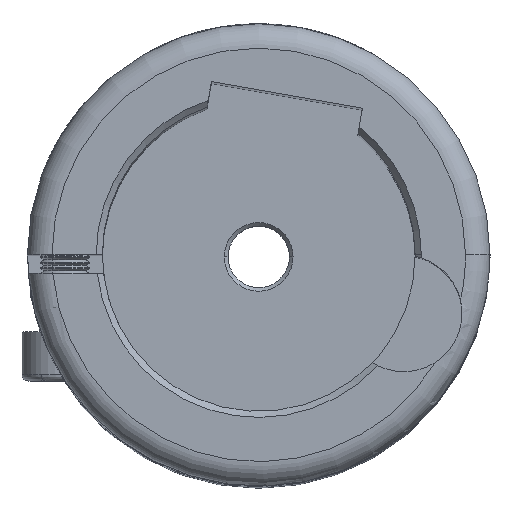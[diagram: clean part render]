
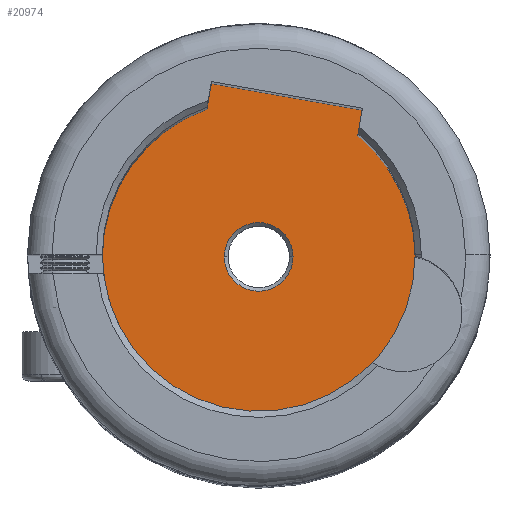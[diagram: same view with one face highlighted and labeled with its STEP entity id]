
A CAD part, top view. The second image highlights one B-rep face of the part: STEP entity #20974.
In plain terms, the highlighted planar face has unit normal (0, 0, 1).
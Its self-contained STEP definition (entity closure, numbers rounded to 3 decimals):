
#114 = DIRECTION ( 'NONE',  ( 0., 0., -1. ) ) ;
#645 = DIRECTION ( 'NONE',  ( 1., 0., 0. ) ) ;
#650 = CARTESIAN_POINT ( 'NONE',  ( 2.819, 46.225, -74.156 ) ) ;
#910 = AXIS2_PLACEMENT_3D ( 'NONE', #26961, #4079, #11095 ) ;
#1173 = CIRCLE ( 'NONE', #8276, 12.75 ) ;
#1198 = DIRECTION ( 'NONE',  ( 0.174, 0.985, 0. ) ) ;
#1373 = CARTESIAN_POINT ( 'NONE',  ( -12.731, 46.225, -74.156 ) ) ;
#2654 = DIRECTION ( 'NONE',  ( 1., 0., 0. ) ) ;
#2658 = EDGE_LOOP ( 'NONE', ( #14615, #21406 ) ) ;
#2799 = DIRECTION ( 'NONE',  ( 0., 0., 1. ) ) ;
#2838 = EDGE_CURVE ( 'NONE', #11672, #13220, #13607, .T. ) ;
#3804 = VECTOR ( 'NONE', #22733, 1000. ) ;
#4079 = DIRECTION ( 'NONE',  ( 0., 0., 1. ) ) ;
#4483 = DIRECTION ( 'NONE',  ( 1., 0., 0. ) ) ;
#4807 = ORIENTED_EDGE ( 'NONE', *, *, #2838, .T. ) ;
#5110 = DIRECTION ( 'NONE',  ( 1., 0., 0. ) ) ;
#5978 = EDGE_CURVE ( 'NONE', #13220, #24579, #14218, .T. ) ;
#6764 = CARTESIAN_POINT ( 'NONE',  ( 8.106, 56.083, -74.156 ) ) ;
#6780 = AXIS2_PLACEMENT_3D ( 'NONE', #15976, #2799, #2654 ) ;
#7188 = DIRECTION ( 'NONE',  ( 1., 0., 0. ) ) ;
#7757 = ORIENTED_EDGE ( 'NONE', *, *, #5978, .T. ) ;
#8276 = AXIS2_PLACEMENT_3D ( 'NONE', #14533, #17080, #5110 ) ;
#8509 = CIRCLE ( 'NONE', #22846, 2.8 ) ;
#9130 = EDGE_CURVE ( 'NONE', #24579, #29463, #9164, .T. ) ;
#9164 = CIRCLE ( 'NONE', #6780, 12.75 ) ;
#9622 = CARTESIAN_POINT ( 'NONE',  ( -4.207, 58.254, -74.156 ) ) ;
#9741 = ORIENTED_EDGE ( 'NONE', *, *, #27998, .T. ) ;
#9920 = CARTESIAN_POINT ( 'NONE',  ( -3.836, 60.359, -74.156 ) ) ;
#11095 = DIRECTION ( 'NONE',  ( 1., 0., 0. ) ) ;
#11552 = ORIENTED_EDGE ( 'NONE', *, *, #9130, .T. ) ;
#11671 = DIRECTION ( 'NONE',  ( 0., 0., 1. ) ) ;
#11672 = VERTEX_POINT ( 'NONE', #22706 ) ;
#11863 = CARTESIAN_POINT ( 'NONE',  ( 0.019, 46.225, -74.156 ) ) ;
#12273 = CARTESIAN_POINT ( 'NONE',  ( -3.836, 60.359, -74.156 ) ) ;
#12478 = CARTESIAN_POINT ( 'NONE',  ( -2.781, 46.225, -74.156 ) ) ;
#13220 = VERTEX_POINT ( 'NONE', #9920 ) ;
#13607 = LINE ( 'NONE', #13750, #3804 ) ;
#13750 = CARTESIAN_POINT ( 'NONE',  ( -3.836, 60.359, -74.156 ) ) ;
#14218 = LINE ( 'NONE', #12273, #23567 ) ;
#14492 = CIRCLE ( 'NONE', #23065, 2.8 ) ;
#14533 = CARTESIAN_POINT ( 'NONE',  ( 0.019, 46.225, -74.156 ) ) ;
#14615 = ORIENTED_EDGE ( 'NONE', *, *, #25021, .T. ) ;
#14808 = CARTESIAN_POINT ( 'NONE',  ( 8.477, 58.187, -74.156 ) ) ;
#15453 = PLANE ( 'NONE',  #910 ) ;
#15600 = FACE_BOUND ( 'NONE', #2658, .T. ) ;
#15882 = CARTESIAN_POINT ( 'NONE',  ( 0.019, 46.225, -74.156 ) ) ;
#15976 = CARTESIAN_POINT ( 'NONE',  ( 0.019, 46.225, -74.156 ) ) ;
#16274 = EDGE_CURVE ( 'NONE', #18008, #21051, #19017, .T. ) ;
#17080 = DIRECTION ( 'NONE',  ( 0., 0., 1. ) ) ;
#18008 = VERTEX_POINT ( 'NONE', #26588 ) ;
#19017 = CIRCLE ( 'NONE', #26645, 12.75 ) ;
#19182 = DIRECTION ( 'NONE',  ( -0.174, -0.985, 0. ) ) ;
#19753 = EDGE_CURVE ( 'NONE', #21051, #11672, #21689, .T. ) ;
#20735 = EDGE_CURVE ( 'NONE', #23560, #25934, #8509, .T. ) ;
#20974 = ADVANCED_FACE ( 'NONE', ( #15600, #24566 ), #15453, .T. ) ;
#21051 = VERTEX_POINT ( 'NONE', #6764 ) ;
#21232 = ORIENTED_EDGE ( 'NONE', *, *, #16274, .T. ) ;
#21402 = VECTOR ( 'NONE', #1198, 1000. ) ;
#21406 = ORIENTED_EDGE ( 'NONE', *, *, #20735, .T. ) ;
#21689 = LINE ( 'NONE', #14808, #21402 ) ;
#22706 = CARTESIAN_POINT ( 'NONE',  ( 8.477, 58.187, -74.156 ) ) ;
#22733 = DIRECTION ( 'NONE',  ( -0.985, 0.174, 0. ) ) ;
#22846 = AXIS2_PLACEMENT_3D ( 'NONE', #11863, #27877, #645 ) ;
#23065 = AXIS2_PLACEMENT_3D ( 'NONE', #25830, #114, #4483 ) ;
#23560 = VERTEX_POINT ( 'NONE', #12478 ) ;
#23567 = VECTOR ( 'NONE', #19182, 1000. ) ;
#24242 = EDGE_LOOP ( 'NONE', ( #11552, #9741, #21232, #27151, #4807, #7757 ) ) ;
#24566 = FACE_OUTER_BOUND ( 'NONE', #24242, .T. ) ;
#24579 = VERTEX_POINT ( 'NONE', #9622 ) ;
#25021 = EDGE_CURVE ( 'NONE', #25934, #23560, #14492, .T. ) ;
#25830 = CARTESIAN_POINT ( 'NONE',  ( 0.019, 46.225, -74.156 ) ) ;
#25934 = VERTEX_POINT ( 'NONE', #650 ) ;
#26588 = CARTESIAN_POINT ( 'NONE',  ( 12.769, 46.225, -74.156 ) ) ;
#26645 = AXIS2_PLACEMENT_3D ( 'NONE', #15882, #11671, #7188 ) ;
#26961 = CARTESIAN_POINT ( 'NONE',  ( 0.019, 46.225, -74.156 ) ) ;
#27151 = ORIENTED_EDGE ( 'NONE', *, *, #19753, .T. ) ;
#27877 = DIRECTION ( 'NONE',  ( 0., 0., -1. ) ) ;
#27998 = EDGE_CURVE ( 'NONE', #29463, #18008, #1173, .T. ) ;
#29463 = VERTEX_POINT ( 'NONE', #1373 ) ;
